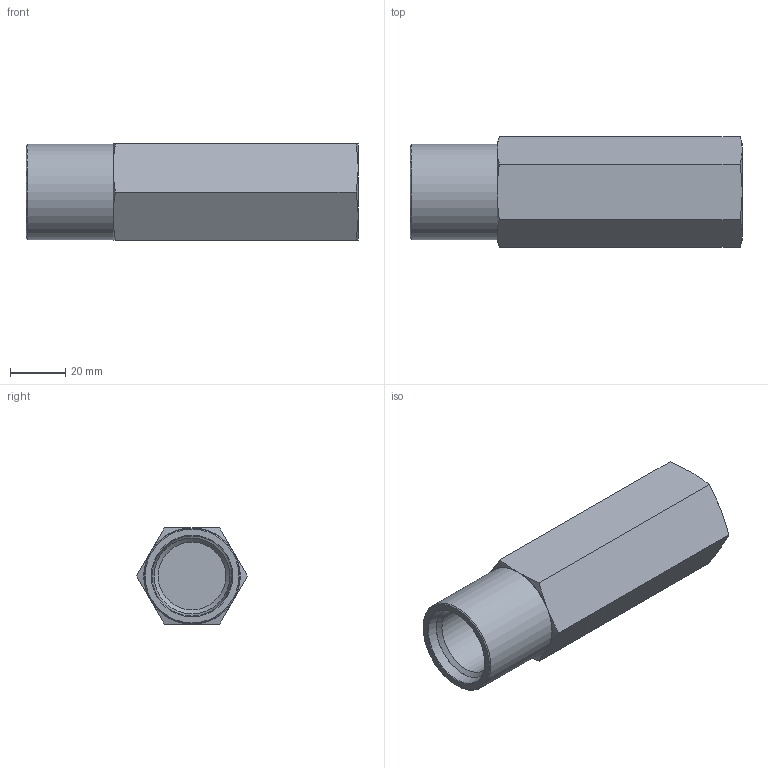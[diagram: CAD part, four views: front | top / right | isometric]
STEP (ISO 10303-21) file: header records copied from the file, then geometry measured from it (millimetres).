
FILE_DESCRIPTION((''),'2;1');
FILE_NAME('24012.stp','2015-01-26T13:25:13',('jml'),(''),'Autodesk Inventor 2010','Autodesk Inventor 2010','');
FILE_SCHEMA(('AUTOMOTIVE_DESIGN { 1 0 10303 214 1 1 1 1 }'));
Length unit declared in the file: inch
Products named in the file (1): 220392
Bounding box: 120.65 x 40.33 x 34.92 mm (x, y, z)
Volume: 97855.2 mm3; surface area: 20150.3 mm2
Topology: 1 solids, 1 shells, 133 faces, 336 edges, 223 vertices
Faces by surface type: plane 94, cone 17, cylinder 16, bspline 4, torus 2
Full cylindrical faces by diameter (mm): 1.74 x1, 34.798 x1
Entity records: 4021 total; most frequent: CARTESIAN_POINT 766, ORIENTED_EDGE 646, DIRECTION 616, EDGE_CURVE 323, VECTOR 242, LINE 242, VERTEX_POINT 221, AXIS2_PLACEMENT_3D 187
